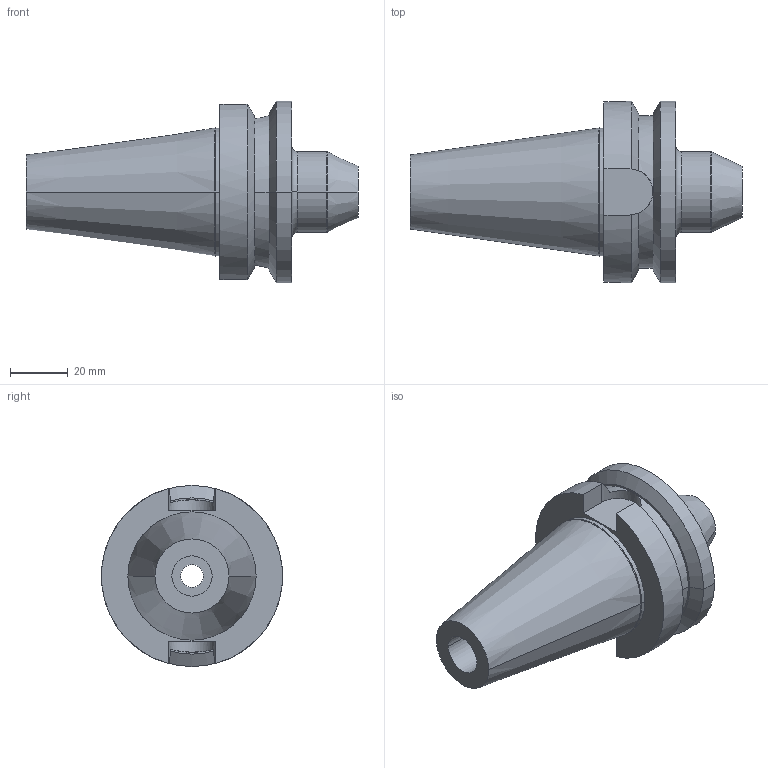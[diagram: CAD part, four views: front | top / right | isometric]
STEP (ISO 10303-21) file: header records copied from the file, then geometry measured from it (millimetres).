
FILE_DESCRIPTION((''),'2;1');
FILE_NAME('80531108','2019-08-23T09:08:54',('piechottad'),(''),'CREO PARAMETRIC BY PTC INC, 2018400','CREO PARAMETRIC BY PTC INC, 2018400','');
FILE_SCHEMA(('AUTOMOTIVE_DESIGN { 1 0 10303 214 1 1 1 1 }'));
Length unit declared in the file: millimetre
Products named in the file (1): 80531108
Bounding box: 115.4 x 63 x 63 mm (x, y, z)
Volume: 132480.3 mm3; surface area: 24817.7 mm2
Topology: 1 solids, 1 shells, 45 faces, 104 edges, 66 vertices
Faces by surface type: cylinder 16, plane 15, cone 10, torus 4
Entity records: 2116 total; most frequent: CARTESIAN_POINT 309, DIRECTION 274, ORIENTED_EDGE 208, PRESENTATION_STYLE_ASSIGNMENT 128, STYLED_ITEM 128, CURVE_STYLE 127, AXIS2_PLACEMENT_3D 111, EDGE_CURVE 104
